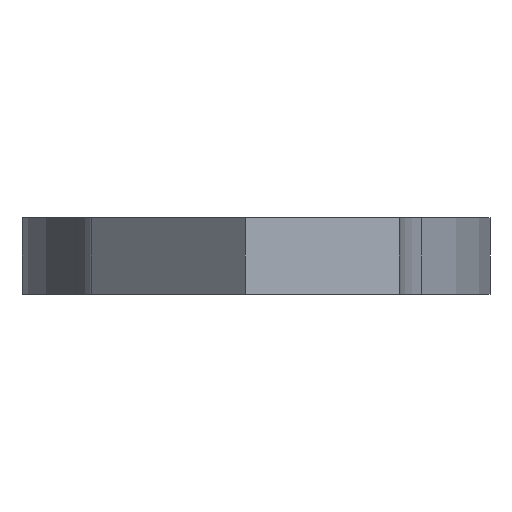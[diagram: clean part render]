
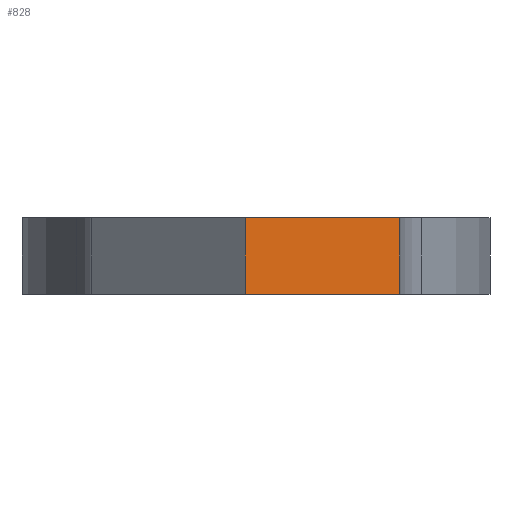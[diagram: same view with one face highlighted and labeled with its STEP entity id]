
A CAD part, front view. The second image highlights one B-rep face of the part: STEP entity #828.
In plain terms, the highlighted planar face has unit normal (0.707, -0.707, 0).
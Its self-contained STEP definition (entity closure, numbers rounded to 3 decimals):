
#21 = EDGE_CURVE('',#22,#24,#26,.T.);
#22 = VERTEX_POINT('',#23);
#23 = CARTESIAN_POINT('',(8.,-92.933,4.));
#24 = VERTEX_POINT('',#25);
#25 = CARTESIAN_POINT('',(8.,-92.933,0.));
#26 = SURFACE_CURVE('',#27,(#31,#43),.PCURVE_S1.);
#27 = LINE('',#28,#29);
#28 = CARTESIAN_POINT('',(8.,-92.933,4.));
#29 = VECTOR('',#30,1.);
#30 = DIRECTION('',(0.,0.,-1.));
#31 = PCURVE('',#32,#37);
#32 = PLANE('',#33);
#33 = AXIS2_PLACEMENT_3D('',#34,#35,#36);
#34 = CARTESIAN_POINT('',(8.,-92.933,4.));
#35 = DIRECTION('',(1.,0.,0.));
#36 = DIRECTION('',(0.,1.,0.));
#37 = DEFINITIONAL_REPRESENTATION('',(#38),#42);
#38 = LINE('',#39,#40);
#39 = CARTESIAN_POINT('',(0.,0.));
#40 = VECTOR('',#41,1.);
#41 = DIRECTION('',(0.,-1.));
#42 = ( GEOMETRIC_REPRESENTATION_CONTEXT(2) 
PARAMETRIC_REPRESENTATION_CONTEXT() REPRESENTATION_CONTEXT('2D SPACE',''
  ) );
#43 = PCURVE('',#44,#49);
#44 = PLANE('',#45);
#45 = AXIS2_PLACEMENT_3D('',#46,#47,#48);
#46 = CARTESIAN_POINT('',(8.,-92.933,4.));
#47 = DIRECTION('',(-0.707,0.707,0.));
#48 = DIRECTION('',(-0.707,-0.707,0.));
#49 = DEFINITIONAL_REPRESENTATION('',(#50),#54);
#50 = LINE('',#51,#52);
#51 = CARTESIAN_POINT('',(0.,0.));
#52 = VECTOR('',#53,1.);
#53 = DIRECTION('',(0.,-1.));
#54 = ( GEOMETRIC_REPRESENTATION_CONTEXT(2) 
PARAMETRIC_REPRESENTATION_CONTEXT() REPRESENTATION_CONTEXT('2D SPACE',''
  ) );
#72 = PLANE('',#73);
#73 = AXIS2_PLACEMENT_3D('',#74,#75,#76);
#74 = CARTESIAN_POINT('',(-0.073,-36.674,0.));
#75 = DIRECTION('',(0.,0.,-1.));
#76 = DIRECTION('',(-1.,0.,0.));
#126 = PLANE('',#127);
#127 = AXIS2_PLACEMENT_3D('',#128,#129,#130);
#128 = CARTESIAN_POINT('',(-0.073,-36.674,4.));
#129 = DIRECTION('',(0.,0.,-1.));
#130 = DIRECTION('',(-1.,0.,0.));
#725 = PLANE('',#726);
#726 = AXIS2_PLACEMENT_3D('',#727,#728,#729);
#727 = CARTESIAN_POINT('',(0.,-100.933,4.));
#728 = DIRECTION('',(0.707,0.707,0.));
#729 = DIRECTION('',(-0.707,0.707,0.));
#761 = EDGE_CURVE('',#762,#764,#766,.T.);
#762 = VERTEX_POINT('',#763);
#763 = CARTESIAN_POINT('',(0.,-100.933,4.));
#764 = VERTEX_POINT('',#765);
#765 = CARTESIAN_POINT('',(0.,-100.933,0.));
#766 = SURFACE_CURVE('',#767,(#771,#778),.PCURVE_S1.);
#767 = LINE('',#768,#769);
#768 = CARTESIAN_POINT('',(0.,-100.933,4.));
#769 = VECTOR('',#770,1.);
#770 = DIRECTION('',(0.,0.,-1.));
#771 = PCURVE('',#725,#772);
#772 = DEFINITIONAL_REPRESENTATION('',(#773),#777);
#773 = LINE('',#774,#775);
#774 = CARTESIAN_POINT('',(0.,0.));
#775 = VECTOR('',#776,1.);
#776 = DIRECTION('',(0.,-1.));
#777 = ( GEOMETRIC_REPRESENTATION_CONTEXT(2) 
PARAMETRIC_REPRESENTATION_CONTEXT() REPRESENTATION_CONTEXT('2D SPACE',''
  ) );
#778 = PCURVE('',#44,#779);
#779 = DEFINITIONAL_REPRESENTATION('',(#780),#784);
#780 = LINE('',#781,#782);
#781 = CARTESIAN_POINT('',(11.314,0.));
#782 = VECTOR('',#783,1.);
#783 = DIRECTION('',(0.,-1.));
#784 = ( GEOMETRIC_REPRESENTATION_CONTEXT(2) 
PARAMETRIC_REPRESENTATION_CONTEXT() REPRESENTATION_CONTEXT('2D SPACE',''
  ) );
#828 = ADVANCED_FACE('',(#829),#44,.F.);
#829 = FACE_BOUND('',#830,.F.);
#830 = EDGE_LOOP('',(#831,#832,#853,#854));
#831 = ORIENTED_EDGE('',*,*,#21,.T.);
#832 = ORIENTED_EDGE('',*,*,#833,.T.);
#833 = EDGE_CURVE('',#24,#764,#834,.T.);
#834 = SURFACE_CURVE('',#835,(#839,#846),.PCURVE_S1.);
#835 = LINE('',#836,#837);
#836 = CARTESIAN_POINT('',(8.,-92.933,0.));
#837 = VECTOR('',#838,1.);
#838 = DIRECTION('',(-0.707,-0.707,0.));
#839 = PCURVE('',#44,#840);
#840 = DEFINITIONAL_REPRESENTATION('',(#841),#845);
#841 = LINE('',#842,#843);
#842 = CARTESIAN_POINT('',(0.,-4.));
#843 = VECTOR('',#844,1.);
#844 = DIRECTION('',(1.,0.));
#845 = ( GEOMETRIC_REPRESENTATION_CONTEXT(2) 
PARAMETRIC_REPRESENTATION_CONTEXT() REPRESENTATION_CONTEXT('2D SPACE',''
  ) );
#846 = PCURVE('',#72,#847);
#847 = DEFINITIONAL_REPRESENTATION('',(#848),#852);
#848 = LINE('',#849,#850);
#849 = CARTESIAN_POINT('',(-8.073,-56.259));
#850 = VECTOR('',#851,1.);
#851 = DIRECTION('',(0.707,-0.707));
#852 = ( GEOMETRIC_REPRESENTATION_CONTEXT(2) 
PARAMETRIC_REPRESENTATION_CONTEXT() REPRESENTATION_CONTEXT('2D SPACE',''
  ) );
#853 = ORIENTED_EDGE('',*,*,#761,.F.);
#854 = ORIENTED_EDGE('',*,*,#855,.F.);
#855 = EDGE_CURVE('',#22,#762,#856,.T.);
#856 = SURFACE_CURVE('',#857,(#861,#868),.PCURVE_S1.);
#857 = LINE('',#858,#859);
#858 = CARTESIAN_POINT('',(8.,-92.933,4.));
#859 = VECTOR('',#860,1.);
#860 = DIRECTION('',(-0.707,-0.707,0.));
#861 = PCURVE('',#44,#862);
#862 = DEFINITIONAL_REPRESENTATION('',(#863),#867);
#863 = LINE('',#864,#865);
#864 = CARTESIAN_POINT('',(0.,0.));
#865 = VECTOR('',#866,1.);
#866 = DIRECTION('',(1.,0.));
#867 = ( GEOMETRIC_REPRESENTATION_CONTEXT(2) 
PARAMETRIC_REPRESENTATION_CONTEXT() REPRESENTATION_CONTEXT('2D SPACE',''
  ) );
#868 = PCURVE('',#126,#869);
#869 = DEFINITIONAL_REPRESENTATION('',(#870),#874);
#870 = LINE('',#871,#872);
#871 = CARTESIAN_POINT('',(-8.073,-56.259));
#872 = VECTOR('',#873,1.);
#873 = DIRECTION('',(0.707,-0.707));
#874 = ( GEOMETRIC_REPRESENTATION_CONTEXT(2) 
PARAMETRIC_REPRESENTATION_CONTEXT() REPRESENTATION_CONTEXT('2D SPACE',''
  ) );
